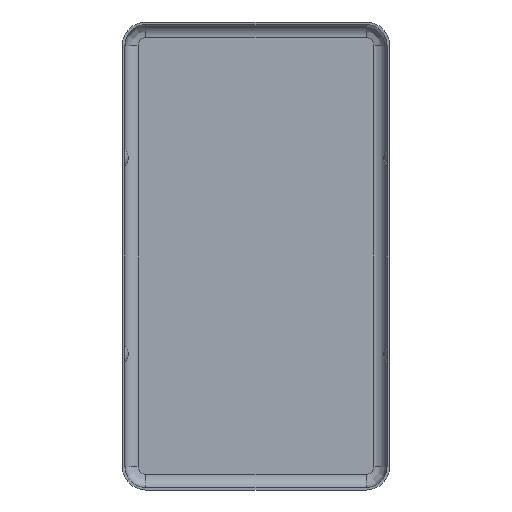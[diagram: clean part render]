
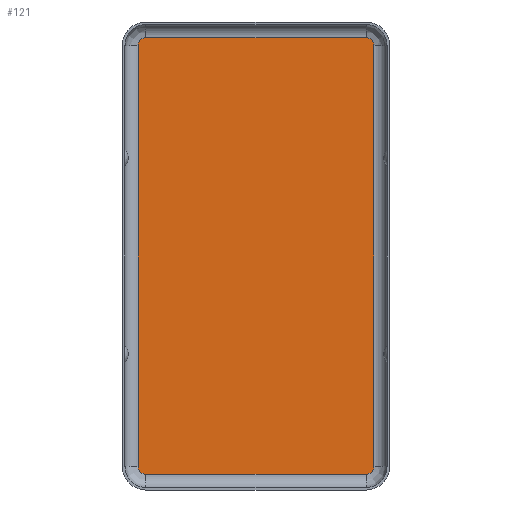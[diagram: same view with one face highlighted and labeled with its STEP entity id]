
A CAD part, front view. The second image highlights one B-rep face of the part: STEP entity #121.
In plain terms, the highlighted planar face has unit normal (0, -1, 0).
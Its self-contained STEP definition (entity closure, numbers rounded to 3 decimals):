
#121 = ADVANCED_FACE( 'NONE', ( #257 ), #258, .T. );
#257 = FACE_OUTER_BOUND( '', #534, .T. );
#258 = PLANE( '', #535 );
#534 = EDGE_LOOP( '', ( #823, #824, #825, #826, #827, #828, #829, #830 ) );
#535 = AXIS2_PLACEMENT_3D( '', #831, #832, #833 );
#823 = ORIENTED_EDGE( '', *, *, #1059, .F. );
#824 = ORIENTED_EDGE( '', *, *, #1000, .F. );
#825 = ORIENTED_EDGE( '', *, *, #986, .F. );
#826 = ORIENTED_EDGE( '', *, *, #1013, .T. );
#827 = ORIENTED_EDGE( '', *, *, #1060, .T. );
#828 = ORIENTED_EDGE( '', *, *, #1030, .F. );
#829 = ORIENTED_EDGE( '', *, *, #974, .T. );
#830 = ORIENTED_EDGE( '', *, *, #1035, .T. );
#831 = CARTESIAN_POINT( '', ( 8.4, 0., -16.05 ) );
#832 = DIRECTION( '', ( 0., -1., 0. ) );
#833 = DIRECTION( '', ( 0., 0., -1. ) );
#974 = EDGE_CURVE( 'NONE', #1120, #1118, #1121, .T. );
#986 = EDGE_CURVE( 'NONE', #1139, #1141, #1142, .T. );
#1000 = EDGE_CURVE( 'NONE', #1141, #1164, #1165, .T. );
#1013 = EDGE_CURVE( 'NONE', #1139, #1180, #1182, .T. );
#1030 = EDGE_CURVE( 'NONE', #1120, #1206, #1207, .T. );
#1035 = EDGE_CURVE( 'NONE', #1118, #1212, #1214, .T. );
#1059 = EDGE_CURVE( 'NONE', #1164, #1212, #1245, .T. );
#1060 = EDGE_CURVE( 'NONE', #1180, #1206, #1246, .T. );
#1118 = VERTEX_POINT( 'NONE', #1312 );
#1120 = VERTEX_POINT( 'NONE', #1314 );
#1121 = LINE( '', #1315, #1316 );
#1139 = VERTEX_POINT( 'NONE', #1337 );
#1141 = VERTEX_POINT( 'NONE', #1339 );
#1142 = LINE( '', #1340, #1341 );
#1164 = VERTEX_POINT( 'NONE', #1370 );
#1165 = CIRCLE( '', #1371, 0.6 );
#1180 = VERTEX_POINT( 'NONE', #1386 );
#1182 = CIRCLE( '', #1388, 0.6 );
#1206 = VERTEX_POINT( 'NONE', #1420 );
#1207 = CIRCLE( '', #1421, 0.6 );
#1212 = VERTEX_POINT( 'NONE', #1426 );
#1214 = CIRCLE( '', #1428, 0.6 );
#1245 = LINE( '', #1467, #1468 );
#1246 = LINE( '', #1469, #1470 );
#1312 = CARTESIAN_POINT( '', ( -9., 0., -16.05 ) );
#1314 = CARTESIAN_POINT( '', ( -9., 0., 16.05 ) );
#1315 = CARTESIAN_POINT( '', ( -9., 0., 0. ) );
#1316 = VECTOR( '', #1529, 1000. );
#1337 = CARTESIAN_POINT( '', ( 9., 0., 16.05 ) );
#1339 = CARTESIAN_POINT( '', ( 9., 0., -16.05 ) );
#1340 = CARTESIAN_POINT( '', ( 9., 0., 0. ) );
#1341 = VECTOR( '', #1548, 1000. );
#1370 = CARTESIAN_POINT( '', ( 8.4, 0., -16.65 ) );
#1371 = AXIS2_PLACEMENT_3D( '', #1565, #1566, #1567 );
#1386 = CARTESIAN_POINT( '', ( 8.4, 0., 16.65 ) );
#1388 = AXIS2_PLACEMENT_3D( '', #1595, #1596, #1597 );
#1420 = CARTESIAN_POINT( '', ( -8.4, 0., 16.65 ) );
#1421 = AXIS2_PLACEMENT_3D( '', #1618, #1619, #1620 );
#1426 = CARTESIAN_POINT( '', ( -8.4, 0., -16.65 ) );
#1428 = AXIS2_PLACEMENT_3D( '', #1630, #1631, #1632 );
#1467 = CARTESIAN_POINT( '', ( 8.4, 0., -16.65 ) );
#1468 = VECTOR( '', #1662, 1000. );
#1469 = CARTESIAN_POINT( '', ( 8.4, 0., 16.65 ) );
#1470 = VECTOR( '', #1663, 1000. );
#1529 = DIRECTION( '', ( 0., 0., -1. ) );
#1548 = DIRECTION( '', ( 0., 0., -1. ) );
#1565 = CARTESIAN_POINT( '', ( 8.4, 0., -16.05 ) );
#1566 = DIRECTION( '', ( 0., 1., 0. ) );
#1567 = DIRECTION( '', ( 0., 0., 1. ) );
#1595 = CARTESIAN_POINT( '', ( 8.4, 0., 16.05 ) );
#1596 = DIRECTION( '', ( 0., -1., 0. ) );
#1597 = DIRECTION( '', ( 0., 0., -1. ) );
#1618 = CARTESIAN_POINT( '', ( -8.4, 0., 16.05 ) );
#1619 = DIRECTION( '', ( 0., 1., 0. ) );
#1620 = DIRECTION( '', ( 0., 0., -1. ) );
#1630 = CARTESIAN_POINT( '', ( -8.4, 0., -16.05 ) );
#1631 = DIRECTION( '', ( 0., -1., 0. ) );
#1632 = DIRECTION( '', ( 0., 0., 1. ) );
#1662 = DIRECTION( '', ( -1., 0., 0. ) );
#1663 = DIRECTION( '', ( -1., 0., 0. ) );
